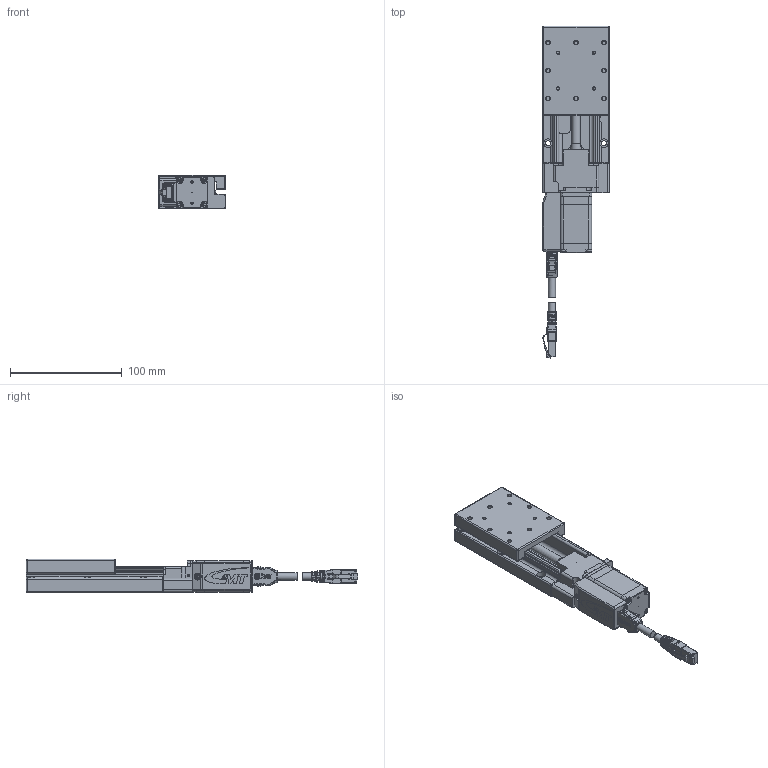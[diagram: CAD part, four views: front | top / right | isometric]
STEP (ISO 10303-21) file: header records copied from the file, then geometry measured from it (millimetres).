
FILE_DESCRIPTION(/* description */ (''),/* implementation_level */ '2;1');
FILE_NAME(/* name */ 'CXS6050-NT',/* time_stamp */ '2022-08-24T21:14:14+02:00',/* author */ (''),/* organization */ (''),/* preprocessor_version */ 'ST-DEVELOPER v16.7',/* originating_system */ 'Solid Edge',/* authorisation */ 'Unknown');
FILE_SCHEMA (('AUTOMOTIVE_DESIGN {1 0 10303 214 3 1 1}'));
Products named in the file (14): CXS6050-NT; CXS6050; CXS6050-60; CXS6050-50; 09451819000_100744258MOD000C; 09451511525_100534264MOD000A; Motorflansch-ix-001; ISO 4762_M2,5x5_8.8; ISO 4762_M3x10_8.8; Gehäuse-ix-001; Platine-ix-001; PCB ix Industrial-001; 09452819001; ST2818L1006-B
Assembly tree (13 placements, depth 3):
  CXS6050-NT
    CXS6050
      CXS6050-60
      CXS6050-50
    09451819000_100744258MOD000C
    09451511525_100534264MOD000A
    Motorflansch-ix-001
    ISO 4762_M2,5x5_8.8
    ISO 4762_M3x10_8.8
    Gehäuse-ix-001
    Platine-ix-001
      PCB ix Industrial-001
      09452819001
    ST2818L1006-B
Bounding box: 60 x 297.43 x 30 mm (x, y, z)
Volume: 201198.7 mm3; surface area: 89969.8 mm2
Topology: 21 solids, 24 shells, 6217 faces, 17419 edges, 11421 vertices
Faces by surface type: plane 4336, cylinder 1108, bspline 581, cone 91, torus 63, sphere 38
Full cylindrical faces by diameter (mm): 0.279 x1, 0.5 x1, 0.7 x3, 0.9 x54, 1 x7, 1.4 x54, 1.45 x2, 1.6 x1, 2.013 x8, 2.2 x4, 2.459 x1, 2.5 x6, 2.8 x4, 3 x2, 3.2 x1, 3.3 x8, 3.5 x1, 3.8 x5, 4.5 x6, 4.68 x1, 5 x4, 5.5 x2, 6 x3, 6.2 x1, 6.3 x1, 6.4 x1, 7.5 x1, 7.8 x6, 8 x1, 9.5 x1
Entity records: 260595 total; most frequent: CARTESIAN_POINT 73024, ORIENTED_EDGE 34040, DIRECTION 29319, EDGE_CURVE 17056, LINE 13195, VECTOR 13195, VERTEX_POINT 11355, AXIS2_PLACEMENT_3D 8062
